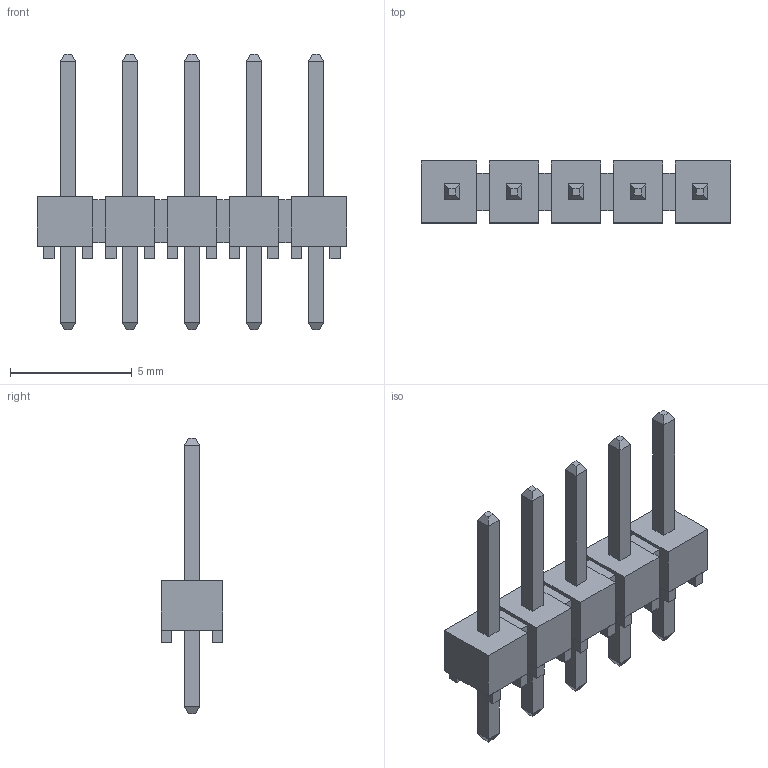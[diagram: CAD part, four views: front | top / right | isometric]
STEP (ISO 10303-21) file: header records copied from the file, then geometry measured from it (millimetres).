
FILE_DESCRIPTION(/* description */ (''),/* implementation_level */ '2;1');
FILE_NAME(/* name */ 'SAMTEC_TSW-105-23-L-S.stp',/* time_stamp */ '2017-02-14T14:53:55+01:00',/* author */ ('jchouvet'),/* organization */ (''),/* preprocessor_version */ 'ST-DEVELOPER v16.1',/* originating_system */ 'AutoCAD Mechanical',/* authorisation */ '');
FILE_SCHEMA (('AUTOMOTIVE_DESIGN { 1 0 10303 214 3 1 1 }'));
Length unit declared in the file: millimetre
Products named in the file (1): Product
Bounding box: 12.7 x 2.54 x 11.3 mm (x, y, z)
Volume: 81.8 mm3; surface area: 338.9 mm2
Topology: 40 solids, 40 shells, 280 faces, 570 edges, 370 vertices
Faces by surface type: plane 280
Entity records: 7141 total; most frequent: CARTESIAN_POINT 1221, ORIENTED_EDGE 1140, DIRECTION 1132, LINE 570, VECTOR 570, EDGE_CURVE 570, VERTEX_POINT 370, AXIS2_PLACEMENT_3D 281
